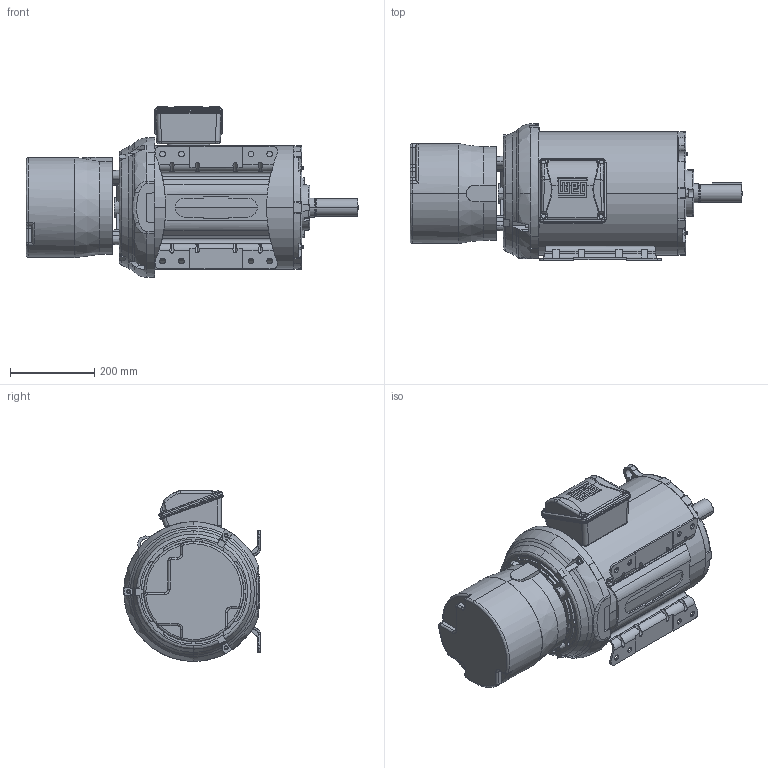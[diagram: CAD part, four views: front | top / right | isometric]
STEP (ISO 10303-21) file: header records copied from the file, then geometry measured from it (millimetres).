
FILE_DESCRIPTION (( 'STEP AP214' ), '1' );
FILE_NAME ('01518ET3EBM254T-S.STEP', '2024-02-06T01:49:38', ( '' ), ( '' ), 'SwSTEP 2.0', 'SolidWorks 2021', '' );
FILE_SCHEMA (( 'AUTOMOTIVE_DESIGN' ));
Length unit declared in the file: inch
Products named in the file (1): 01518ET3EBM254T-S
Bounding box: 787.77 x 324.15 x 405.99 mm (x, y, z)
Volume: 40669827.2 mm3; surface area: 1507500.4 mm2
Topology: 24 solids, 25 shells, 1795 faces, 4645 edges, 3001 vertices
Faces by surface type: plane 638, cone 551, bspline 330, cylinder 276
Entity records: 68918 total; most frequent: CARTESIAN_POINT 27620, ORIENTED_EDGE 9274, DIRECTION 7635, EDGE_CURVE 4637, VERTEX_POINT 3001, AXIS2_PLACEMENT_3D 2879, EDGE_LOOP 1932, VECTOR 1877
